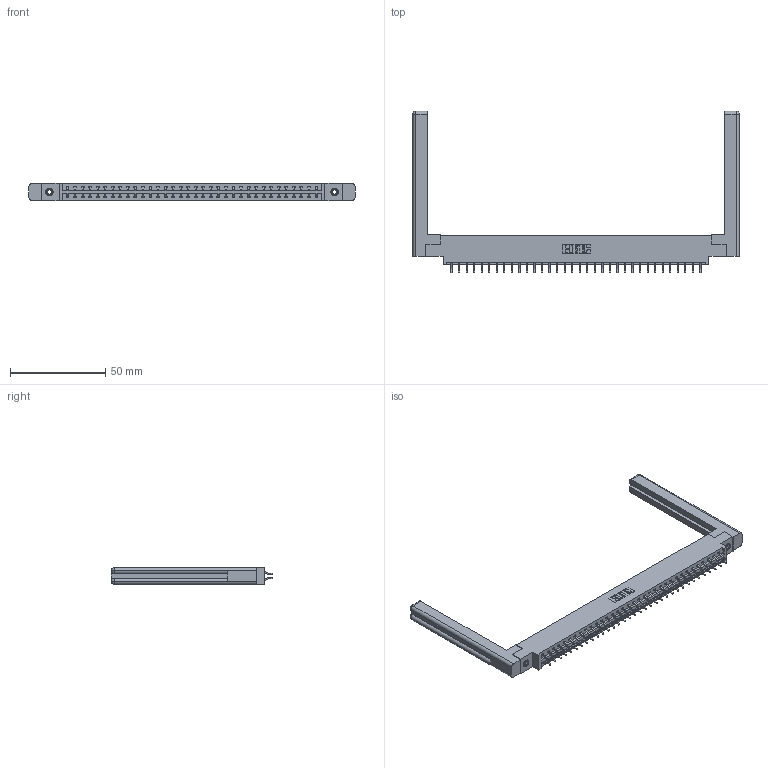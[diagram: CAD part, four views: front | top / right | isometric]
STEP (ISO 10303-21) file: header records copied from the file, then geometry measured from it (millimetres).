
FILE_DESCRIPTION (( 'STEP AP203' ), '1' );
FILE_NAME ('387-068-556-858.STEP', '2019-10-19T21:53:28', ( '' ), ( '' ), 'SwSTEP 2.0', 'SolidWorks 2016', '' );
FILE_SCHEMA (( 'CONFIG_CONTROL_DESIGN' ));
Length unit declared in the file: inch
Products named in the file (5): 337 Part_0.170 Offset - 0.156 Dia-TI; 345-292-001_556 Tail; 387-068-556-858; 307-220-058; 345-250-001_345-250-001-102
Assembly tree (73 placements, depth 2):
  387-068-556-858
    337 Part_0.170 Offset - 0.156 Dia-TI
    345-292-001_556 Tail  x68
    345-250-001_345-250-001-102  x2
    307-220-058  x2
Bounding box: 171.35 x 84.98 x 9.4 mm (x, y, z)
Volume: 24973.7 mm3; surface area: 25163.5 mm2
Topology: 73 solids, 73 shells, 4340 faces, 12849 edges, 8462 vertices
Faces by surface type: plane 3014, cylinder 1302, cone 12, torus 12
Entity records: 30382 total; most frequent: CARTESIAN_POINT 5149, ORIENTED_EDGE 5012, DIRECTION 4398, EDGE_CURVE 2506, LINE 2322, VECTOR 2322, VERTEX_POINT 1662, AXIS2_PLACEMENT_3D 1038
